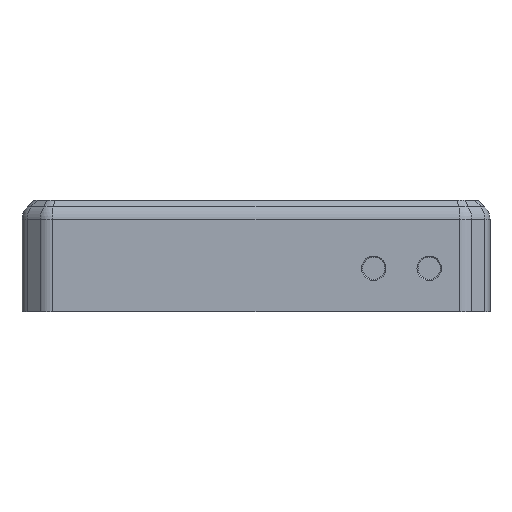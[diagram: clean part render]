
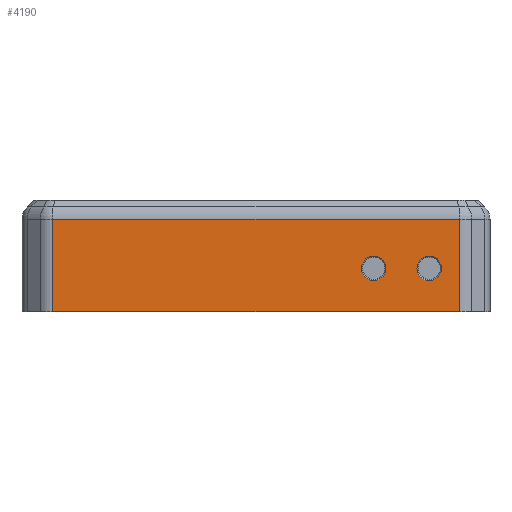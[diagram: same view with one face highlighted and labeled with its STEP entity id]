
A CAD part, left-side view. The second image highlights one B-rep face of the part: STEP entity #4190.
In plain terms, the highlighted planar face has unit normal (-1, 0, 0).
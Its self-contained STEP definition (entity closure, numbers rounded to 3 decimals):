
#113=FACE_BOUND('',#550,.T.);
#114=FACE_BOUND('',#551,.T.);
#282=FACE_OUTER_BOUND('',#549,.T.);
#549=EDGE_LOOP('',(#3117,#3118,#3119,#3120));
#550=EDGE_LOOP('',(#3121));
#551=EDGE_LOOP('',(#3122));
#822=CIRCLE('',#4532,2.1);
#824=CIRCLE('',#4535,2.1);
#976=LINE('',#6229,#1357);
#1126=LINE('',#6671,#1507);
#1127=LINE('',#6673,#1508);
#1128=LINE('',#6674,#1509);
#1357=VECTOR('',#4923,10.);
#1507=VECTOR('',#5337,10.);
#1508=VECTOR('',#5338,10.);
#1509=VECTOR('',#5339,10.);
#1749=VERTEX_POINT('',#6226);
#1750=VERTEX_POINT('',#6228);
#1908=VERTEX_POINT('',#6664);
#1910=VERTEX_POINT('',#6670);
#1911=VERTEX_POINT('',#6672);
#1912=VERTEX_POINT('',#6675);
#2143=EDGE_CURVE('',#1749,#1750,#976,.T.);
#2360=EDGE_CURVE('',#1908,#1908,#822,.T.);
#2363=EDGE_CURVE('',#1750,#1910,#1126,.T.);
#2364=EDGE_CURVE('',#1911,#1749,#1127,.T.);
#2365=EDGE_CURVE('',#1910,#1911,#1128,.T.);
#2366=EDGE_CURVE('',#1912,#1912,#824,.T.);
#3117=ORIENTED_EDGE('',*,*,#2363,.F.);
#3118=ORIENTED_EDGE('',*,*,#2143,.F.);
#3119=ORIENTED_EDGE('',*,*,#2364,.F.);
#3120=ORIENTED_EDGE('',*,*,#2365,.F.);
#3121=ORIENTED_EDGE('',*,*,#2366,.F.);
#3122=ORIENTED_EDGE('',*,*,#2360,.F.);
#4053=PLANE('',#4534);
#4190=ADVANCED_FACE('',(#282,#113,#114),#4053,.F.);
#4532=AXIS2_PLACEMENT_3D('',#6665,#5330,#5331);
#4534=AXIS2_PLACEMENT_3D('',#6669,#5335,#5336);
#4535=AXIS2_PLACEMENT_3D('',#6676,#5340,#5341);
#4923=DIRECTION('',(0.,1.,0.));
#5330=DIRECTION('center_axis',(-1.,0.,0.));
#5331=DIRECTION('ref_axis',(0.,0.,
1.));
#5335=DIRECTION('center_axis',(1.,0.,0.));
#5336=DIRECTION('ref_axis',(0.,0.,
-1.));
#5337=DIRECTION('',(0.,0.,1.));
#5338=DIRECTION('',(0.,0.,-1.));
#5339=DIRECTION('',(0.,-1.,0.));
#5340=DIRECTION('center_axis',(-1.,0.,0.));
#5341=DIRECTION('ref_axis',(0.,0.,
1.));
#6226=CARTESIAN_POINT('',(-41.2,5.243,22.));
#6228=CARTESIAN_POINT('',(-41.2,74.757,22.));
#6229=CARTESIAN_POINT('',(-41.2,0.,22.));
#6664=CARTESIAN_POINT('',(-41.2,10.39,27.3));
#6665=CARTESIAN_POINT('Origin',(-41.2,10.39,29.4));
#6669=CARTESIAN_POINT('Origin',(-41.2,0.,
34.));
#6670=CARTESIAN_POINT('',(-41.2,74.757,37.757));
#6671=CARTESIAN_POINT('',(-41.2,74.757,34.));
#6672=CARTESIAN_POINT('',(-41.2,5.243,37.757));
#6673=CARTESIAN_POINT('',(-41.2,5.243,34.));
#6674=CARTESIAN_POINT('',(-41.2,0.,37.757));
#6675=CARTESIAN_POINT('',(-41.2,19.89,27.3));
#6676=CARTESIAN_POINT('Origin',(-41.2,19.89,29.4));
